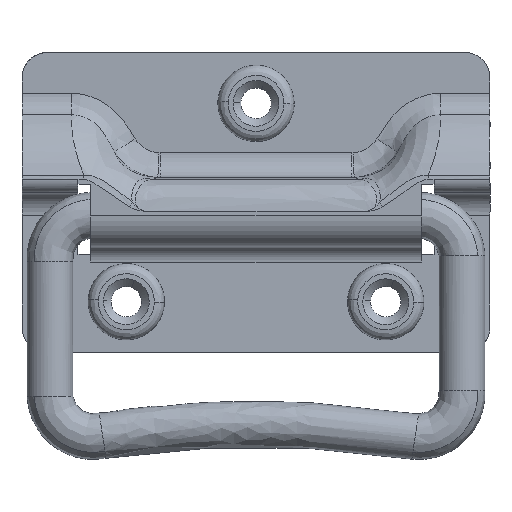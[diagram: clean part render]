
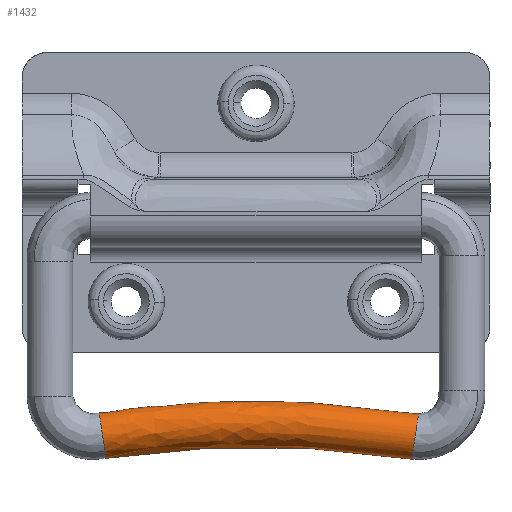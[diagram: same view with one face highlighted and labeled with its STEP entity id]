
A CAD part, front view. The second image highlights one B-rep face of the part: STEP entity #1432.
In plain terms, the highlighted free-form (B-spline) face has degree [3, 3] with [12, 4] control points.
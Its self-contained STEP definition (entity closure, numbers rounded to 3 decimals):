
#1122=CARTESIAN_POINT('',(-29.685,-3.28,-46.362));
#1123=VERTEX_POINT('',#1122);
#1137=CARTESIAN_POINT('',(-30.823,0.,-38.867));
#1138=VERTEX_POINT('',#1137);
#1139=CARTESIAN_POINT('',(-29.685,-3.28,-46.362));
#1140=CARTESIAN_POINT('',(-29.809,-4.053,-45.546));
#1141=CARTESIAN_POINT('',(-29.977,-4.5,-44.434));
#1142=CARTESIAN_POINT('',(-30.324,-4.5,-42.151));
#1143=CARTESIAN_POINT('',(-30.5,-4.015,-40.994));
#1144=CARTESIAN_POINT('',(-30.751,-2.349,-39.347));
#1145=CARTESIAN_POINT('',(-30.823,-1.178,-38.867));
#1146=CARTESIAN_POINT('',(-30.823,0.,-38.867));
#1147=B_SPLINE_CURVE_WITH_KNOTS('',3,(#1139,#1140,#1141,#1142,#1143,#1144,#1145,#1146),.UNSPECIFIED.,.F.,.U.,(4,2,2,4),(0.13,0.25,0.375,0.5),.UNSPECIFIED.);
#1148=EDGE_CURVE('',#1123,#1138,#1147,.T.);
#1150=CARTESIAN_POINT('',(-30.775,1.655,-39.184));
#1151=VERTEX_POINT('',#1150);
#1152=CARTESIAN_POINT('',(-30.823,0.,-38.867));
#1153=CARTESIAN_POINT('',(-30.823,0.565,-38.867));
#1154=CARTESIAN_POINT('',(-30.807,1.129,-38.978));
#1155=CARTESIAN_POINT('',(-30.775,1.655,-39.184));
#1156=B_SPLINE_CURVE_WITH_KNOTS('',3,(#1152,#1153,#1154,#1155),.UNSPECIFIED.,.F.,.U.,(4,4),(0.5,0.56),.UNSPECIFIED.);
#1157=EDGE_CURVE('',#1138,#1151,#1156,.T.);
#1159=CARTESIAN_POINT('',(-29.471,0.,-47.765));
#1160=VERTEX_POINT('',#1159);
#1256=CARTESIAN_POINT('',(-29.471,0.,-47.765));
#1257=CARTESIAN_POINT('',(-29.471,-1.178,-47.765));
#1258=CARTESIAN_POINT('',(-29.544,-2.349,-47.286));
#1259=CARTESIAN_POINT('',(-29.674,-3.215,-46.429));
#1260=CARTESIAN_POINT('',(-29.679,-3.248,-46.396));
#1261=CARTESIAN_POINT('',(-29.685,-3.28,-46.362));
#1262=B_SPLINE_CURVE_WITH_KNOTS('',3,(#1256,#1257,#1258,#1259,#1260,#1261),.UNSPECIFIED.,.F.,.U.,(4,2,4),(0.0,0.125,0.13),.UNSPECIFIED.);
#1263=EDGE_CURVE('',#1160,#1123,#1262,.T.);
#1311=CARTESIAN_POINT('',(31.927,1.655,-39.359));
#1312=VERTEX_POINT('',#1311);
#1313=CARTESIAN_POINT('',(31.927,1.655,-39.359));
#1314=CARTESIAN_POINT('',(11.195,1.655,-36.137));
#1315=CARTESIAN_POINT('',(-10.026,1.655,-36.09));
#1316=CARTESIAN_POINT('',(-30.775,1.655,-39.184));
#1317=B_SPLINE_CURVE_WITH_KNOTS('',3,(#1313,#1314,#1315,#1316),.UNSPECIFIED.,.F.,.U.,(4,4),(0.341,0.659),.UNSPECIFIED.);
#1318=EDGE_CURVE('',#1312,#1151,#1317,.T.);
#1320=CARTESIAN_POINT('',(30.623,0.,-47.94));
#1321=VERTEX_POINT('',#1320);
#1335=CARTESIAN_POINT('',(30.623,0.,-47.94));
#1336=CARTESIAN_POINT('',(10.754,0.,-44.849));
#1337=CARTESIAN_POINT('',(-9.585,0.,-44.802));
#1338=CARTESIAN_POINT('',(-29.471,0.,-47.765));
#1339=B_SPLINE_CURVE_WITH_KNOTS('',3,(#1335,#1336,#1337,#1338),.UNSPECIFIED.,.F.,.U.,(4,4),(0.341,0.659),.UNSPECIFIED.);
#1340=EDGE_CURVE('',#1321,#1160,#1339,.T.);
#1345=CARTESIAN_POINT('',(30.623,0.,-47.94));
#1346=CARTESIAN_POINT('',(30.623,-1.178,-47.94));
#1347=CARTESIAN_POINT('',(30.695,-2.349,-47.46));
#1348=CARTESIAN_POINT('',(30.946,-4.015,-45.813));
#1349=CARTESIAN_POINT('',(31.122,-4.5,-44.656));
#1350=CARTESIAN_POINT('',(31.476,-4.5,-42.326));
#1351=CARTESIAN_POINT('',(31.651,-4.015,-41.169));
#1352=CARTESIAN_POINT('',(31.902,-2.349,-39.522));
#1353=CARTESIAN_POINT('',(31.975,-1.178,-39.042));
#1354=CARTESIAN_POINT('',(31.975,0.565,-39.042));
#1355=CARTESIAN_POINT('',(31.958,1.129,-39.153));
#1356=CARTESIAN_POINT('',(31.927,1.655,-39.359));
#1357=CARTESIAN_POINT('',(10.754,0.,-44.849));
#1358=CARTESIAN_POINT('',(10.754,-1.178,-44.849));
#1359=CARTESIAN_POINT('',(10.778,-2.349,-44.363));
#1360=CARTESIAN_POINT('',(10.863,-4.015,-42.69));
#1361=CARTESIAN_POINT('',(10.923,-4.5,-41.515));
#1362=CARTESIAN_POINT('',(11.042,-4.5,-39.15));
#1363=CARTESIAN_POINT('',(11.102,-4.015,-37.975));
#1364=CARTESIAN_POINT('',(11.187,-2.349,-36.302));
#1365=CARTESIAN_POINT('',(11.211,-1.178,-35.816));
#1366=CARTESIAN_POINT('',(11.211,0.565,-35.816));
#1367=CARTESIAN_POINT('',(11.206,1.129,-35.928));
#1368=CARTESIAN_POINT('',(11.195,1.655,-36.137));
#1369=CARTESIAN_POINT('',(-9.585,0.,-44.802));
#1370=CARTESIAN_POINT('',(-9.585,-1.178,-44.802));
#1371=CARTESIAN_POINT('',(-9.609,-2.349,-44.315));
#1372=CARTESIAN_POINT('',(-9.694,-4.015,-42.643));
#1373=CARTESIAN_POINT('',(-9.754,-4.5,-41.468));
#1374=CARTESIAN_POINT('',(-9.873,-4.5,-39.103));
#1375=CARTESIAN_POINT('',(-9.933,-4.015,-37.928));
#1376=CARTESIAN_POINT('',(-10.017,-2.349,-36.255));
#1377=CARTESIAN_POINT('',(-10.042,-1.178,-35.768));
#1378=CARTESIAN_POINT('',(-10.042,0.565,-35.768));
#1379=CARTESIAN_POINT('',(-10.036,1.129,-35.881));
#1380=CARTESIAN_POINT('',(-10.026,1.655,-36.09));
#1381=CARTESIAN_POINT('',(-29.471,0.,-47.765));
#1382=CARTESIAN_POINT('',(-29.471,-1.178,-47.765));
#1383=CARTESIAN_POINT('',(-29.544,-2.349,-47.286));
#1384=CARTESIAN_POINT('',(-29.795,-4.015,-45.638));
#1385=CARTESIAN_POINT('',(-29.97,-4.5,-44.481));
#1386=CARTESIAN_POINT('',(-30.324,-4.5,-42.151));
#1387=CARTESIAN_POINT('',(-30.5,-4.015,-40.994));
#1388=CARTESIAN_POINT('',(-30.751,-2.349,-39.347));
#1389=CARTESIAN_POINT('',(-30.823,-1.178,-38.867));
#1390=CARTESIAN_POINT('',(-30.823,0.565,-38.867));
#1391=CARTESIAN_POINT('',(-30.807,1.129,-38.978));
#1392=CARTESIAN_POINT('',(-30.775,1.655,-39.184));
#1393=B_SPLINE_SURFACE_WITH_KNOTS('',3,3,((#1345,#1357,#1369,#1381),(#1346,#1358,#1370,#1382),(#1347,#1359,#1371,#1383),(#1348,#1360,#1372,#1384),(#1349,#1361,#1373,#1385),(#1350,#1362,#1374,#1386),(#1351,#1363,#1375,#1387),(#1352,#1364,#1376,#1388),(#1353,#1365,#1377,#1389),(#1354,#1366,#1378,#1390),(#1355,#1367,#1379,#1391),(#1356,#1368,#1380,#1392)),.UNSPECIFIED.,.F.,.F.,.U.,(4,2,2,2,2,4),(4,4),(0.0,3.534,7.069,10.603,14.137,15.834),(0.0,63.027),.UNSPECIFIED.);
#1394=ORIENTED_EDGE('',*,*,#1157,.F.);
#1395=ORIENTED_EDGE('',*,*,#1148,.F.);
#1396=ORIENTED_EDGE('',*,*,#1263,.F.);
#1397=ORIENTED_EDGE('',*,*,#1340,.F.);
#1398=CARTESIAN_POINT('',(30.836,-3.28,-46.536));
#1399=VERTEX_POINT('',#1398);
#1400=CARTESIAN_POINT('',(30.623,0.,-47.94));
#1401=CARTESIAN_POINT('',(30.623,-1.178,-47.94));
#1402=CARTESIAN_POINT('',(30.695,-2.349,-47.46));
#1403=CARTESIAN_POINT('',(30.826,-3.215,-46.604));
#1404=CARTESIAN_POINT('',(30.831,-3.248,-46.57));
#1405=CARTESIAN_POINT('',(30.836,-3.28,-46.536));
#1406=B_SPLINE_CURVE_WITH_KNOTS('',3,(#1400,#1401,#1402,#1403,#1404,#1405),.UNSPECIFIED.,.F.,.U.,(4,2,4),(0.0,0.125,0.13),.UNSPECIFIED.);
#1407=EDGE_CURVE('',#1321,#1399,#1406,.T.);
#1408=ORIENTED_EDGE('',*,*,#1407,.T.);
#1409=CARTESIAN_POINT('',(31.975,0.0,-39.042));
#1410=VERTEX_POINT('',#1409);
#1411=CARTESIAN_POINT('',(30.836,-3.28,-46.536));
#1412=CARTESIAN_POINT('',(30.96,-4.053,-45.721));
#1413=CARTESIAN_POINT('',(31.129,-4.5,-44.609));
#1414=CARTESIAN_POINT('',(31.476,-4.5,-42.326));
#1415=CARTESIAN_POINT('',(31.651,-4.015,-41.169));
#1416=CARTESIAN_POINT('',(31.902,-2.349,-39.522));
#1417=CARTESIAN_POINT('',(31.975,-1.178,-39.042));
#1418=CARTESIAN_POINT('',(31.975,0.0,-39.042));
#1419=B_SPLINE_CURVE_WITH_KNOTS('',3,(#1411,#1412,#1413,#1414,#1415,#1416,#1417,#1418),.UNSPECIFIED.,.F.,.U.,(4,2,2,4),(0.13,0.25,0.375,0.5),.UNSPECIFIED.);
#1420=EDGE_CURVE('',#1399,#1410,#1419,.T.);
#1421=ORIENTED_EDGE('',*,*,#1420,.T.);
#1422=CARTESIAN_POINT('',(31.975,0.0,-39.042));
#1423=CARTESIAN_POINT('',(31.975,0.565,-39.042));
#1424=CARTESIAN_POINT('',(31.958,1.129,-39.153));
#1425=CARTESIAN_POINT('',(31.927,1.655,-39.359));
#1426=B_SPLINE_CURVE_WITH_KNOTS('',3,(#1422,#1423,#1424,#1425),.UNSPECIFIED.,.F.,.U.,(4,4),(0.5,0.56),.UNSPECIFIED.);
#1427=EDGE_CURVE('',#1410,#1312,#1426,.T.);
#1428=ORIENTED_EDGE('',*,*,#1427,.T.);
#1429=ORIENTED_EDGE('',*,*,#1318,.T.);
#1430=EDGE_LOOP('',(#1394,#1395,#1396,#1397,#1408,#1421,#1428,#1429));
#1431=FACE_OUTER_BOUND('',#1430,.T.);
#1432=ADVANCED_FACE('',(#1431),#1393,.T.);
